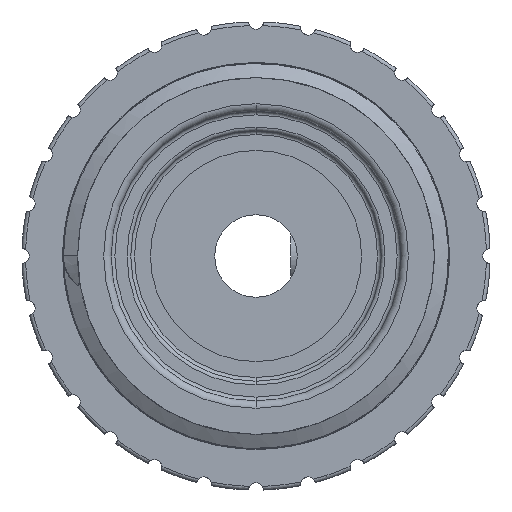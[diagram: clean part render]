
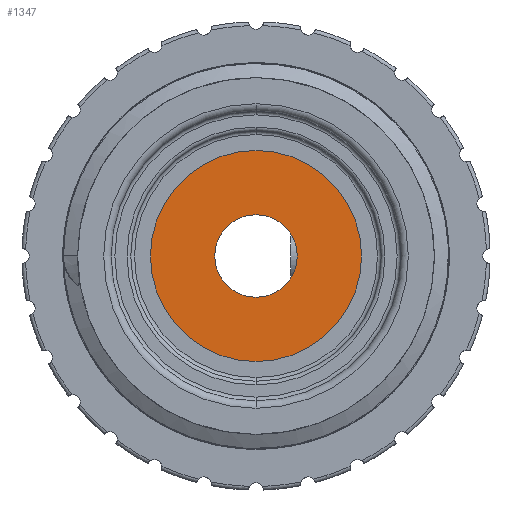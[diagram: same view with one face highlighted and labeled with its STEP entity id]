
A CAD part, front view. The second image highlights one B-rep face of the part: STEP entity #1347.
In plain terms, the highlighted planar face has unit normal (0, -1, 0).
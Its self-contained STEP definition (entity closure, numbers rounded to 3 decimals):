
#308 = ORIENTED_EDGE ( 'NONE', *, *, #5348, .F. ) ;
#464 = EDGE_CURVE ( 'NONE', #19120, #12380, #6145, .T. ) ;
#510 = EDGE_CURVE ( 'NONE', #12380, #19120, #13871, .T. ) ;
#740 = CARTESIAN_POINT ( 'NONE',  ( 0., 2., 0. ) ) ;
#1347 = ADVANCED_FACE ( 'NONE', ( #6631, #11277 ), #9933, .F. ) ;
#2080 = DIRECTION ( 'NONE',  ( 0., 0., -1. ) ) ;
#2581 = CARTESIAN_POINT ( 'NONE',  ( 0., 2., 0. ) ) ;
#3125 = CARTESIAN_POINT ( 'NONE',  ( 0., 2., 5.55 ) ) ;
#3650 = DIRECTION ( 'NONE',  ( 0., 0., -1. ) ) ;
#3675 = AXIS2_PLACEMENT_3D ( 'NONE', #15338, #9194, #2080 ) ;
#4170 = ORIENTED_EDGE ( 'NONE', *, *, #15428, .F. ) ;
#4634 = VERTEX_POINT ( 'NONE', #3125 ) ;
#5217 = AXIS2_PLACEMENT_3D ( 'NONE', #740, #16627, #3650 ) ;
#5348 = EDGE_CURVE ( 'NONE', #11313, #4634, #15206, .T. ) ;
#5367 = DIRECTION ( 'NONE',  ( 0., 0., 1. ) ) ;
#5560 = AXIS2_PLACEMENT_3D ( 'NONE', #15810, #15713, #5367 ) ;
#5862 = CARTESIAN_POINT ( 'NONE',  ( 0., 2., -5.55 ) ) ;
#6145 = CIRCLE ( 'NONE', #3675, 14.2 ) ;
#6631 = FACE_BOUND ( 'NONE', #18350, .T. ) ;
#6649 = DIRECTION ( 'NONE',  ( 0., -1., 0. ) ) ;
#7708 = CIRCLE ( 'NONE', #5217, 5.55 ) ;
#8704 = CARTESIAN_POINT ( 'NONE',  ( 0., 2., 14.2 ) ) ;
#9194 = DIRECTION ( 'NONE',  ( 0., -1., 0. ) ) ;
#9849 = DIRECTION ( 'NONE',  ( 0., 0., -1. ) ) ;
#9933 = PLANE ( 'NONE',  #5560 ) ;
#11277 = FACE_OUTER_BOUND ( 'NONE', #17040, .T. ) ;
#11295 = DIRECTION ( 'NONE',  ( 0., 0., -1. ) ) ;
#11313 = VERTEX_POINT ( 'NONE', #5862 ) ;
#11517 = AXIS2_PLACEMENT_3D ( 'NONE', #2581, #17280, #9849 ) ;
#12380 = VERTEX_POINT ( 'NONE', #8704 ) ;
#12756 = ORIENTED_EDGE ( 'NONE', *, *, #510, .T. ) ;
#13754 = CARTESIAN_POINT ( 'NONE',  ( 0., 2., -14.2 ) ) ;
#13871 = CIRCLE ( 'NONE', #16038, 14.2 ) ;
#15206 = CIRCLE ( 'NONE', #11517, 5.55 ) ;
#15338 = CARTESIAN_POINT ( 'NONE',  ( 0., 2., 0. ) ) ;
#15428 = EDGE_CURVE ( 'NONE', #4634, #11313, #7708, .T. ) ;
#15713 = DIRECTION ( 'NONE',  ( 0., 1., 0. ) ) ;
#15804 = ORIENTED_EDGE ( 'NONE', *, *, #464, .T. ) ;
#15810 = CARTESIAN_POINT ( 'NONE',  ( -5.55, 2., 0. ) ) ;
#16038 = AXIS2_PLACEMENT_3D ( 'NONE', #18438, #6649, #11295 ) ;
#16627 = DIRECTION ( 'NONE',  ( 0., -1., 0. ) ) ;
#17040 = EDGE_LOOP ( 'NONE', ( #15804, #12756 ) ) ;
#17280 = DIRECTION ( 'NONE',  ( 0., -1., 0. ) ) ;
#18350 = EDGE_LOOP ( 'NONE', ( #308, #4170 ) ) ;
#18438 = CARTESIAN_POINT ( 'NONE',  ( 0., 2., 0. ) ) ;
#19120 = VERTEX_POINT ( 'NONE', #13754 ) ;
